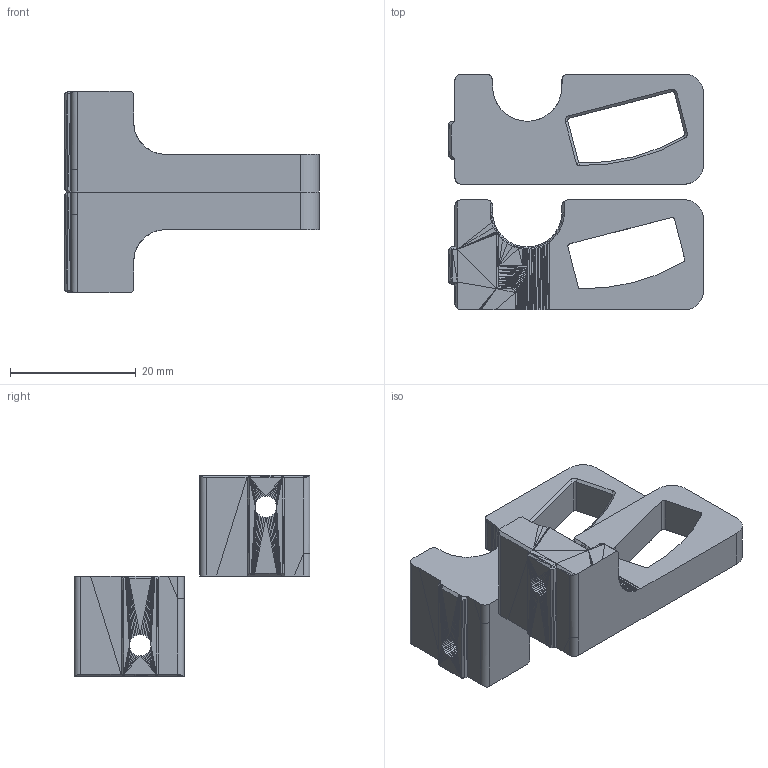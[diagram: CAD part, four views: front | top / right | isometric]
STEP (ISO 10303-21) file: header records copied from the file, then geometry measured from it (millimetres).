
FILE_DESCRIPTION(/* description */ (''),/* implementation_level */ '2;1');
FILE_NAME(/* name */ 'led_channel_mount_17p25_8p25.step',/* time_stamp */ '2019-11-08T15:06:52-08:00',/* author */ (''),/* organization */ (''),/* preprocessor_version */ 'ST-DEVELOPER v18',/* originating_system */ 'Autodesk Translation Framework v8.9.1.1155',/* authorisation */ '');
FILE_SCHEMA (('AUTOMOTIVE_DESIGN { 1 0 10303 214 3 1 1 }'));
Length unit declared in the file: millimetre
Products named in the file (1): led_light_bar_mount_17p25_8p25_u
Bounding box: 40.5 x 37.5 x 32 mm (x, y, z)
Volume: 8497.8 mm3; surface area: 5113.4 mm2
Topology: 2 solids, 2 shells, 2240 faces, 3838 edges, 1598 vertices
Faces by surface type: plane 2178, cylinder 26, bspline 22, cone 14
Entity records: 48704 total; most frequent: CARTESIAN_POINT 8439, DIRECTION 8286, ORIENTED_EDGE 7688, EDGE_CURVE 3844, LINE 3704, VECTOR 3704, AXIS2_PLACEMENT_3D 2291, EDGE_LOOP 2244
